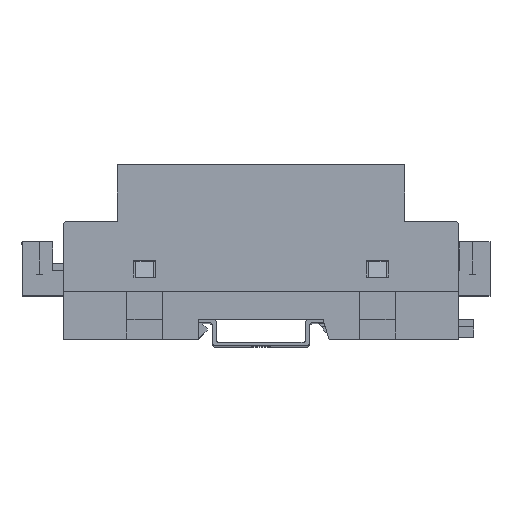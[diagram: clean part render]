
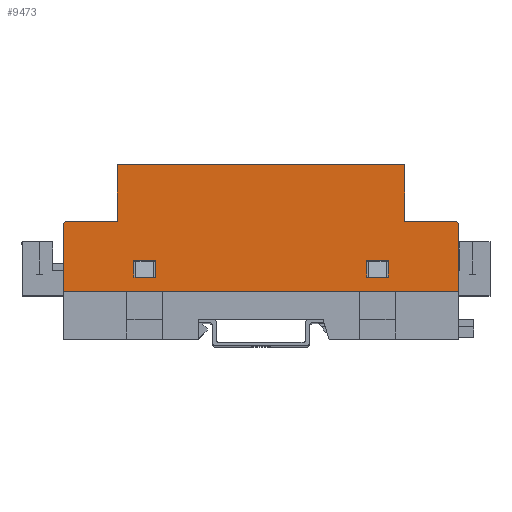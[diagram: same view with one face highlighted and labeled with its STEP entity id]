
A CAD part, top view. The second image highlights one B-rep face of the part: STEP entity #9473.
In plain terms, the highlighted face is planar.
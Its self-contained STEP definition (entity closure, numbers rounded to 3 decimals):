
#132 = VERTEX_POINT ( 'NONE', #34934 ) ;
#136 = VERTEX_POINT ( 'NONE', #26472 ) ;
#270 = CARTESIAN_POINT ( 'NONE',  ( 54., 18.6, -52.5 ) ) ;
#582 = DIRECTION ( 'NONE',  ( 0., -1., 0. ) ) ;
#893 = VECTOR ( 'NONE', #25238, 1000. ) ;
#1280 = LINE ( 'NONE', #22120, #22974 ) ;
#1435 = ORIENTED_EDGE ( 'NONE', *, *, #33673, .T. ) ;
#1582 = DIRECTION ( 'NONE',  ( 1., 0., 0. ) ) ;
#1789 = VECTOR ( 'NONE', #35188, 1000. ) ;
#2203 = DIRECTION ( 'NONE',  ( 0., 1., 0. ) ) ;
#2311 = CARTESIAN_POINT ( 'NONE',  ( -29.4, 4., -52.5 ) ) ;
#2340 = LINE ( 'NONE', #2710, #30897 ) ;
#2348 = ORIENTED_EDGE ( 'NONE', *, *, #4965, .F. ) ;
#2469 = CARTESIAN_POINT ( 'NONE',  ( -55., 35.3, -52.5 ) ) ;
#2483 = CARTESIAN_POINT ( 'NONE',  ( -40., 19.6, -52.5 ) ) ;
#2550 = VECTOR ( 'NONE', #27712, 1000. ) ;
#2710 = CARTESIAN_POINT ( 'NONE',  ( -29.4, 8.7, -52.5 ) ) ;
#2721 = DIRECTION ( 'NONE',  ( 0., 1., 0. ) ) ;
#2958 = CARTESIAN_POINT ( 'NONE',  ( -35.4, 8.7, -52.5 ) ) ;
#3153 = FACE_BOUND ( 'NONE', #16988, .T. ) ;
#3305 = CARTESIAN_POINT ( 'NONE',  ( 35.4, 8.7, -52.5 ) ) ;
#3432 = LINE ( 'NONE', #13301, #8141 ) ;
#3489 = LINE ( 'NONE', #27198, #1789 ) ;
#3517 = EDGE_CURVE ( 'NONE', #13282, #28471, #7035, .T. ) ;
#3531 = CARTESIAN_POINT ( 'NONE',  ( 35.4, 8.7, -52.5 ) ) ;
#3543 = VERTEX_POINT ( 'NONE', #24976 ) ;
#3562 = CARTESIAN_POINT ( 'NONE',  ( 55., 35.3, -52.5 ) ) ;
#4284 = CARTESIAN_POINT ( 'NONE',  ( 40., 35.3, -52.5 ) ) ;
#4808 = DIRECTION ( 'NONE',  ( 0., 0., 1. ) ) ;
#4900 = VECTOR ( 'NONE', #12686, 1000. ) ;
#4965 = EDGE_CURVE ( 'NONE', #10129, #26480, #15488, .T. ) ;
#5129 = VERTEX_POINT ( 'NONE', #16390 ) ;
#5461 = EDGE_CURVE ( 'NONE', #7276, #136, #7351, .T. ) ;
#5633 = ORIENTED_EDGE ( 'NONE', *, *, #15145, .F. ) ;
#5699 = VECTOR ( 'NONE', #18769, 1000. ) ;
#5723 = ORIENTED_EDGE ( 'NONE', *, *, #7370, .T. ) ;
#5868 = EDGE_CURVE ( 'NONE', #11328, #132, #23036, .T. ) ;
#6381 = VERTEX_POINT ( 'NONE', #3531 ) ;
#6527 = VECTOR ( 'NONE', #6650, 1000. ) ;
#6650 = DIRECTION ( 'NONE',  ( -1., 0., 0. ) ) ;
#7035 = LINE ( 'NONE', #30444, #20998 ) ;
#7276 = VERTEX_POINT ( 'NONE', #34679 ) ;
#7351 = LINE ( 'NONE', #14697, #20498 ) ;
#7370 = EDGE_CURVE ( 'NONE', #10129, #28471, #23994, .T. ) ;
#7479 = VECTOR ( 'NONE', #12201, 1000. ) ;
#7802 = CARTESIAN_POINT ( 'NONE',  ( 40., 19.6, -52.5 ) ) ;
#8141 = VECTOR ( 'NONE', #13417, 1000. ) ;
#8708 = CARTESIAN_POINT ( 'NONE',  ( 54., 19.6, -52.5 ) ) ;
#9075 = VERTEX_POINT ( 'NONE', #35304 ) ;
#9165 = CARTESIAN_POINT ( 'NONE',  ( -55., 35.3, -52.5 ) ) ;
#9170 = LINE ( 'NONE', #23873, #4900 ) ;
#9473 = ADVANCED_FACE ( 'NONE', ( #3153, #13772, #27847 ), #15506, .F. ) ;
#9830 = CARTESIAN_POINT ( 'NONE',  ( -55., 35.3, -52.5 ) ) ;
#9964 = EDGE_LOOP ( 'NONE', ( #32572, #1435, #13605, #21393, #2348, #5723, #27113, #31510, #30873, #19270 ) ) ;
#10045 = CARTESIAN_POINT ( 'NONE',  ( 55., 18.6, -52.5 ) ) ;
#10129 = VERTEX_POINT ( 'NONE', #18310 ) ;
#10244 = LINE ( 'NONE', #7802, #28078 ) ;
#10861 = DIRECTION ( 'NONE',  ( 1., 0., 0. ) ) ;
#11328 = VERTEX_POINT ( 'NONE', #10045 ) ;
#11614 = EDGE_CURVE ( 'NONE', #22695, #3543, #29828, .T. ) ;
#12201 = DIRECTION ( 'NONE',  ( 0., 1., 0. ) ) ;
#12496 = DIRECTION ( 'NONE',  ( 0., -1., 0. ) ) ;
#12686 = DIRECTION ( 'NONE',  ( -1., 0., 0. ) ) ;
#13121 = EDGE_CURVE ( 'NONE', #6381, #7276, #33928, .T. ) ;
#13282 = VERTEX_POINT ( 'NONE', #2483 ) ;
#13301 = CARTESIAN_POINT ( 'NONE',  ( 55., 19.6, -52.5 ) ) ;
#13417 = DIRECTION ( 'NONE',  ( -1., 0., 0. ) ) ;
#13523 = ORIENTED_EDGE ( 'NONE', *, *, #14261, .F. ) ;
#13605 = ORIENTED_EDGE ( 'NONE', *, *, #5868, .T. ) ;
#13620 = VECTOR ( 'NONE', #2721, 1000. ) ;
#13772 = FACE_BOUND ( 'NONE', #15122, .T. ) ;
#14261 = EDGE_CURVE ( 'NONE', #136, #17769, #3489, .T. ) ;
#14697 = CARTESIAN_POINT ( 'NONE',  ( 35.4, 4., -52.5 ) ) ;
#15122 = EDGE_LOOP ( 'NONE', ( #22023, #13523, #25829, #26420 ) ) ;
#15145 = EDGE_CURVE ( 'NONE', #35053, #9075, #1280, .T. ) ;
#15466 = LINE ( 'NONE', #9165, #6527 ) ;
#15488 = LINE ( 'NONE', #2469, #5699 ) ;
#15506 = PLANE ( 'NONE',  #17827 ) ;
#16390 = CARTESIAN_POINT ( 'NONE',  ( -40., 35.3, -52.5 ) ) ;
#16818 = DIRECTION ( 'NONE',  ( 0., 0., -1. ) ) ;
#16988 = EDGE_LOOP ( 'NONE', ( #19959, #5633, #34445, #26943 ) ) ;
#17769 = VERTEX_POINT ( 'NONE', #35154 ) ;
#17827 = AXIS2_PLACEMENT_3D ( 'NONE', #9830, #4808, #1582 ) ;
#18310 = CARTESIAN_POINT ( 'NONE',  ( -55., 18.6, -52.5 ) ) ;
#18323 = LINE ( 'NONE', #3305, #2550 ) ;
#18769 = DIRECTION ( 'NONE',  ( 0., -1., 0. ) ) ;
#18790 = CIRCLE ( 'NONE', #26412, 1. ) ;
#19154 = VERTEX_POINT ( 'NONE', #33363 ) ;
#19268 = CARTESIAN_POINT ( 'NONE',  ( -54., 18.6, -52.5 ) ) ;
#19270 = ORIENTED_EDGE ( 'NONE', *, *, #26707, .F. ) ;
#19413 = CARTESIAN_POINT ( 'NONE',  ( -29.4, 8.7, -52.5 ) ) ;
#19592 = EDGE_CURVE ( 'NONE', #17769, #6381, #18323, .T. ) ;
#19959 = ORIENTED_EDGE ( 'NONE', *, *, #33654, .F. ) ;
#20498 = VECTOR ( 'NONE', #31256, 1000. ) ;
#20786 = CARTESIAN_POINT ( 'NONE',  ( 35.4, 8.7, -52.5 ) ) ;
#20998 = VECTOR ( 'NONE', #22662, 1000. ) ;
#21393 = ORIENTED_EDGE ( 'NONE', *, *, #29407, .T. ) ;
#22023 = ORIENTED_EDGE ( 'NONE', *, *, #19592, .F. ) ;
#22120 = CARTESIAN_POINT ( 'NONE',  ( -29.4, 8.7, -52.5 ) ) ;
#22662 = DIRECTION ( 'NONE',  ( -1., 0., 0. ) ) ;
#22695 = VERTEX_POINT ( 'NONE', #33541 ) ;
#22974 = VECTOR ( 'NONE', #582, 1000. ) ;
#23036 = LINE ( 'NONE', #3562, #893 ) ;
#23465 = LINE ( 'NONE', #2311, #26042 ) ;
#23873 = CARTESIAN_POINT ( 'NONE',  ( -55., 0., -52.5 ) ) ;
#23994 = CIRCLE ( 'NONE', #32377, 1. ) ;
#24544 = VERTEX_POINT ( 'NONE', #8708 ) ;
#24976 = CARTESIAN_POINT ( 'NONE',  ( -35.4, 8.7, -52.5 ) ) ;
#25238 = DIRECTION ( 'NONE',  ( 0., -1., 0. ) ) ;
#25829 = ORIENTED_EDGE ( 'NONE', *, *, #5461, .F. ) ;
#26042 = VECTOR ( 'NONE', #35058, 1000. ) ;
#26118 = EDGE_CURVE ( 'NONE', #24544, #19154, #3432, .T. ) ;
#26412 = AXIS2_PLACEMENT_3D ( 'NONE', #270, #16818, #33106 ) ;
#26420 = ORIENTED_EDGE ( 'NONE', *, *, #13121, .F. ) ;
#26472 = CARTESIAN_POINT ( 'NONE',  ( 29.4, 4., -52.5 ) ) ;
#26480 = VERTEX_POINT ( 'NONE', #31143 ) ;
#26707 = EDGE_CURVE ( 'NONE', #19154, #32696, #10244, .T. ) ;
#26943 = ORIENTED_EDGE ( 'NONE', *, *, #11614, .F. ) ;
#27113 = ORIENTED_EDGE ( 'NONE', *, *, #3517, .F. ) ;
#27198 = CARTESIAN_POINT ( 'NONE',  ( 29.4, 8.7, -52.5 ) ) ;
#27280 = CARTESIAN_POINT ( 'NONE',  ( -54., 19.6, -52.5 ) ) ;
#27712 = DIRECTION ( 'NONE',  ( 1., 0., 0. ) ) ;
#27847 = FACE_OUTER_BOUND ( 'NONE', #9964, .T. ) ;
#28078 = VECTOR ( 'NONE', #2203, 1000. ) ;
#28471 = VERTEX_POINT ( 'NONE', #27280 ) ;
#28865 = EDGE_CURVE ( 'NONE', #3543, #35053, #2340, .T. ) ;
#29407 = EDGE_CURVE ( 'NONE', #132, #26480, #9170, .T. ) ;
#29794 = DIRECTION ( 'NONE',  ( 0., 0., -1. ) ) ;
#29828 = LINE ( 'NONE', #2958, #13620 ) ;
#29872 = DIRECTION ( 'NONE',  ( 1., 0., 0. ) ) ;
#30443 = LINE ( 'NONE', #31492, #7479 ) ;
#30444 = CARTESIAN_POINT ( 'NONE',  ( -40., 19.6, -52.5 ) ) ;
#30873 = ORIENTED_EDGE ( 'NONE', *, *, #30956, .F. ) ;
#30897 = VECTOR ( 'NONE', #29872, 1000. ) ;
#30956 = EDGE_CURVE ( 'NONE', #32696, #5129, #15466, .T. ) ;
#31143 = CARTESIAN_POINT ( 'NONE',  ( -55., 0., -52.5 ) ) ;
#31256 = DIRECTION ( 'NONE',  ( -1., 0., 0. ) ) ;
#31492 = CARTESIAN_POINT ( 'NONE',  ( -40., 19.6, -52.5 ) ) ;
#31510 = ORIENTED_EDGE ( 'NONE', *, *, #31616, .T. ) ;
#31616 = EDGE_CURVE ( 'NONE', #13282, #5129, #30443, .T. ) ;
#32377 = AXIS2_PLACEMENT_3D ( 'NONE', #19268, #29794, #10861 ) ;
#32572 = ORIENTED_EDGE ( 'NONE', *, *, #26118, .F. ) ;
#32696 = VERTEX_POINT ( 'NONE', #4284 ) ;
#33106 = DIRECTION ( 'NONE',  ( 1., 0., 0. ) ) ;
#33363 = CARTESIAN_POINT ( 'NONE',  ( 40., 19.6, -52.5 ) ) ;
#33484 = VECTOR ( 'NONE', #12496, 1000. ) ;
#33541 = CARTESIAN_POINT ( 'NONE',  ( -35.4, 4., -52.5 ) ) ;
#33654 = EDGE_CURVE ( 'NONE', #9075, #22695, #23465, .T. ) ;
#33673 = EDGE_CURVE ( 'NONE', #24544, #11328, #18790, .T. ) ;
#33928 = LINE ( 'NONE', #20786, #33484 ) ;
#34445 = ORIENTED_EDGE ( 'NONE', *, *, #28865, .F. ) ;
#34679 = CARTESIAN_POINT ( 'NONE',  ( 35.4, 4., -52.5 ) ) ;
#34934 = CARTESIAN_POINT ( 'NONE',  ( 55., 0., -52.5 ) ) ;
#35053 = VERTEX_POINT ( 'NONE', #19413 ) ;
#35058 = DIRECTION ( 'NONE',  ( -1., 0., 0. ) ) ;
#35154 = CARTESIAN_POINT ( 'NONE',  ( 29.4, 8.7, -52.5 ) ) ;
#35188 = DIRECTION ( 'NONE',  ( 0., 1., 0. ) ) ;
#35304 = CARTESIAN_POINT ( 'NONE',  ( -29.4, 4., -52.5 ) ) ;
